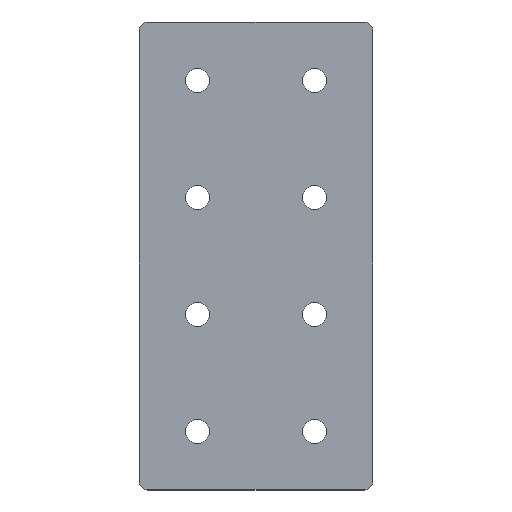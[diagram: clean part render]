
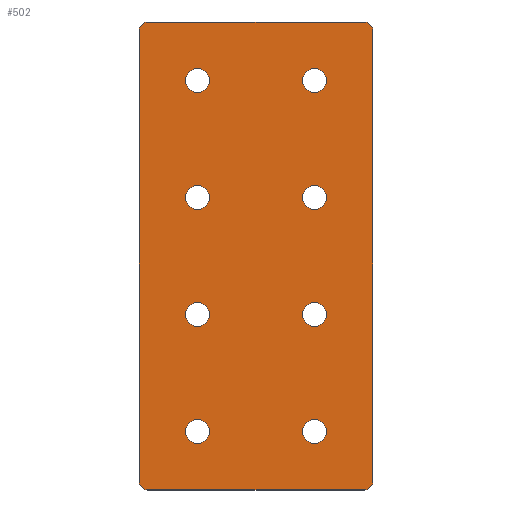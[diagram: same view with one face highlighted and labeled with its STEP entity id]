
A CAD part, top view. The second image highlights one B-rep face of the part: STEP entity #502.
In plain terms, the highlighted planar face has unit normal (0, 0, 1).
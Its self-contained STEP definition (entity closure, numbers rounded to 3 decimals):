
#34=CARTESIAN_POINT('',(-20.,55.9,3.));
#35=VERTEX_POINT('',#34);
#50=CARTESIAN_POINT('',(-20.,64.1,3.));
#51=VERTEX_POINT('',#50);
#52=CARTESIAN_POINT('',(-20.,60.,3.));
#53=DIRECTION('',(0.,0.,-1.));
#54=DIRECTION('',(0.,1.,0.));
#55=AXIS2_PLACEMENT_3D('',#52,#53,#54);
#56=CIRCLE('',#55,4.1);
#57=EDGE_CURVE('',#51,#35,#56,.T.);
#59=CARTESIAN_POINT('',(-20.,60.,3.));
#60=DIRECTION('',(0.,0.,-1.));
#61=DIRECTION('',(0.,1.,0.));
#62=AXIS2_PLACEMENT_3D('',#59,#60,#61);
#63=CIRCLE('',#62,4.1);
#64=EDGE_CURVE('',#35,#51,#63,.T.);
#76=CARTESIAN_POINT('',(-20.,15.9,3.));
#77=VERTEX_POINT('',#76);
#92=CARTESIAN_POINT('',(-20.,24.1,3.));
#93=VERTEX_POINT('',#92);
#94=CARTESIAN_POINT('',(-20.,20.,3.));
#95=DIRECTION('',(0.,0.,-1.));
#96=DIRECTION('',(0.,1.,0.));
#97=AXIS2_PLACEMENT_3D('',#94,#95,#96);
#98=CIRCLE('',#97,4.1);
#99=EDGE_CURVE('',#93,#77,#98,.T.);
#101=CARTESIAN_POINT('',(-20.,20.,3.));
#102=DIRECTION('',(0.,0.,-1.));
#103=DIRECTION('',(0.,1.,0.));
#104=AXIS2_PLACEMENT_3D('',#101,#102,#103);
#105=CIRCLE('',#104,4.1);
#106=EDGE_CURVE('',#77,#93,#105,.T.);
#118=CARTESIAN_POINT('',(20.,55.9,3.));
#119=VERTEX_POINT('',#118);
#134=CARTESIAN_POINT('',(20.,64.1,3.));
#135=VERTEX_POINT('',#134);
#136=CARTESIAN_POINT('',(20.,60.,3.));
#137=DIRECTION('',(0.,0.,-1.));
#138=DIRECTION('',(0.,1.,0.));
#139=AXIS2_PLACEMENT_3D('',#136,#137,#138);
#140=CIRCLE('',#139,4.1);
#141=EDGE_CURVE('',#135,#119,#140,.T.);
#143=CARTESIAN_POINT('',(20.,60.,3.));
#144=DIRECTION('',(0.,0.,-1.));
#145=DIRECTION('',(0.,1.,0.));
#146=AXIS2_PLACEMENT_3D('',#143,#144,#145);
#147=CIRCLE('',#146,4.1);
#148=EDGE_CURVE('',#119,#135,#147,.T.);
#160=CARTESIAN_POINT('',(20.,15.9,3.));
#161=VERTEX_POINT('',#160);
#176=CARTESIAN_POINT('',(20.,24.1,3.));
#177=VERTEX_POINT('',#176);
#178=CARTESIAN_POINT('',(20.,20.,3.));
#179=DIRECTION('',(0.,0.,-1.));
#180=DIRECTION('',(0.,1.,0.));
#181=AXIS2_PLACEMENT_3D('',#178,#179,#180);
#182=CIRCLE('',#181,4.1);
#183=EDGE_CURVE('',#177,#161,#182,.T.);
#185=CARTESIAN_POINT('',(20.,20.,3.));
#186=DIRECTION('',(0.,0.,-1.));
#187=DIRECTION('',(0.,1.,0.));
#188=AXIS2_PLACEMENT_3D('',#185,#186,#187);
#189=CIRCLE('',#188,4.1);
#190=EDGE_CURVE('',#161,#177,#189,.T.);
#202=CARTESIAN_POINT('',(-20.,-24.1,3.));
#203=VERTEX_POINT('',#202);
#218=CARTESIAN_POINT('',(-20.,-15.9,3.));
#219=VERTEX_POINT('',#218);
#220=CARTESIAN_POINT('',(-20.,-20.,3.));
#221=DIRECTION('',(0.,0.,-1.));
#222=DIRECTION('',(0.,1.,0.));
#223=AXIS2_PLACEMENT_3D('',#220,#221,#222);
#224=CIRCLE('',#223,4.1);
#225=EDGE_CURVE('',#219,#203,#224,.T.);
#227=CARTESIAN_POINT('',(-20.,-20.,3.));
#228=DIRECTION('',(0.,0.,-1.));
#229=DIRECTION('',(0.,1.,0.));
#230=AXIS2_PLACEMENT_3D('',#227,#228,#229);
#231=CIRCLE('',#230,4.1);
#232=EDGE_CURVE('',#203,#219,#231,.T.);
#244=CARTESIAN_POINT('',(20.,-24.1,3.));
#245=VERTEX_POINT('',#244);
#260=CARTESIAN_POINT('',(20.,-15.9,3.));
#261=VERTEX_POINT('',#260);
#262=CARTESIAN_POINT('',(20.,-20.,3.));
#263=DIRECTION('',(0.,0.,-1.));
#264=DIRECTION('',(0.,1.,0.));
#265=AXIS2_PLACEMENT_3D('',#262,#263,#264);
#266=CIRCLE('',#265,4.1);
#267=EDGE_CURVE('',#261,#245,#266,.T.);
#269=CARTESIAN_POINT('',(20.,-20.,3.));
#270=DIRECTION('',(0.,0.,-1.));
#271=DIRECTION('',(0.,1.,0.));
#272=AXIS2_PLACEMENT_3D('',#269,#270,#271);
#273=CIRCLE('',#272,4.1);
#274=EDGE_CURVE('',#245,#261,#273,.T.);
#286=CARTESIAN_POINT('',(-20.,-64.1,3.));
#287=VERTEX_POINT('',#286);
#302=CARTESIAN_POINT('',(-20.,-55.9,3.));
#303=VERTEX_POINT('',#302);
#304=CARTESIAN_POINT('',(-20.,-60.,3.));
#305=DIRECTION('',(0.,0.,-1.));
#306=DIRECTION('',(0.,1.,0.));
#307=AXIS2_PLACEMENT_3D('',#304,#305,#306);
#308=CIRCLE('',#307,4.1);
#309=EDGE_CURVE('',#303,#287,#308,.T.);
#311=CARTESIAN_POINT('',(-20.,-60.,3.));
#312=DIRECTION('',(0.,0.,-1.));
#313=DIRECTION('',(0.,1.,0.));
#314=AXIS2_PLACEMENT_3D('',#311,#312,#313);
#315=CIRCLE('',#314,4.1);
#316=EDGE_CURVE('',#287,#303,#315,.T.);
#328=CARTESIAN_POINT('',(20.,-64.1,3.));
#329=VERTEX_POINT('',#328);
#344=CARTESIAN_POINT('',(20.,-55.9,3.));
#345=VERTEX_POINT('',#344);
#346=CARTESIAN_POINT('',(20.,-60.,3.));
#347=DIRECTION('',(0.,0.,-1.));
#348=DIRECTION('',(0.,1.,0.));
#349=AXIS2_PLACEMENT_3D('',#346,#347,#348);
#350=CIRCLE('',#349,4.1);
#351=EDGE_CURVE('',#345,#329,#350,.T.);
#353=CARTESIAN_POINT('',(20.,-60.,3.));
#354=DIRECTION('',(0.,0.,-1.));
#355=DIRECTION('',(0.,1.,0.));
#356=AXIS2_PLACEMENT_3D('',#353,#354,#355);
#357=CIRCLE('',#356,4.1);
#358=EDGE_CURVE('',#329,#345,#357,.T.);
#368=CARTESIAN_POINT('',(40.,-77.,3.));
#369=VERTEX_POINT('',#368);
#370=CARTESIAN_POINT('',(37.,-80.,3.));
#371=VERTEX_POINT('',#370);
#372=CARTESIAN_POINT('',(37.,-77.,3.));
#373=DIRECTION('',(0.,0.,-1.));
#374=DIRECTION('',(0.707,-0.707,0.));
#375=AXIS2_PLACEMENT_3D('',#372,#373,#374);
#376=CIRCLE('',#375,3.);
#377=EDGE_CURVE('',#369,#371,#376,.T.);
#405=CARTESIAN_POINT('',(-0.,0.,3.));
#406=DIRECTION('',(0.,0.,1.));
#407=DIRECTION('',(1.,0.,0.));
#408=AXIS2_PLACEMENT_3D('',#405,#406,#407);
#409=PLANE('',#408);
#410=ORIENTED_EDGE('',*,*,#57,.T.);
#411=ORIENTED_EDGE('',*,*,#64,.T.);
#412=EDGE_LOOP('',(#410,#411));
#413=FACE_BOUND('',#412,.T.);
#414=ORIENTED_EDGE('',*,*,#99,.T.);
#415=ORIENTED_EDGE('',*,*,#106,.T.);
#416=EDGE_LOOP('',(#414,#415));
#417=FACE_BOUND('',#416,.T.);
#418=ORIENTED_EDGE('',*,*,#141,.T.);
#419=ORIENTED_EDGE('',*,*,#148,.T.);
#420=EDGE_LOOP('',(#418,#419));
#421=FACE_BOUND('',#420,.T.);
#422=ORIENTED_EDGE('',*,*,#183,.T.);
#423=ORIENTED_EDGE('',*,*,#190,.T.);
#424=EDGE_LOOP('',(#422,#423));
#425=FACE_BOUND('',#424,.T.);
#426=ORIENTED_EDGE('',*,*,#225,.T.);
#427=ORIENTED_EDGE('',*,*,#232,.T.);
#428=EDGE_LOOP('',(#426,#427));
#429=FACE_BOUND('',#428,.T.);
#430=ORIENTED_EDGE('',*,*,#267,.T.);
#431=ORIENTED_EDGE('',*,*,#274,.T.);
#432=EDGE_LOOP('',(#430,#431));
#433=FACE_BOUND('',#432,.T.);
#434=ORIENTED_EDGE('',*,*,#309,.T.);
#435=ORIENTED_EDGE('',*,*,#316,.T.);
#436=EDGE_LOOP('',(#434,#435));
#437=FACE_BOUND('',#436,.T.);
#438=ORIENTED_EDGE('',*,*,#351,.T.);
#439=ORIENTED_EDGE('',*,*,#358,.T.);
#440=EDGE_LOOP('',(#438,#439));
#441=FACE_BOUND('',#440,.T.);
#442=ORIENTED_EDGE('',*,*,#377,.F.);
#443=CARTESIAN_POINT('',(40.,77.,3.));
#444=VERTEX_POINT('',#443);
#445=CARTESIAN_POINT('',(40.,1490.,3.));
#446=DIRECTION('',(0.,-1.,0.));
#447=VECTOR('',#446,1540.);
#448=LINE('',#445,#447);
#449=EDGE_CURVE('',#444,#369,#448,.T.);
#450=ORIENTED_EDGE('',*,*,#449,.F.);
#451=CARTESIAN_POINT('',(37.,80.,3.));
#452=VERTEX_POINT('',#451);
#453=CARTESIAN_POINT('',(37.,77.,3.));
#454=DIRECTION('',(0.,0.,-1.));
#455=DIRECTION('',(0.707,0.707,0.));
#456=AXIS2_PLACEMENT_3D('',#453,#454,#455);
#457=CIRCLE('',#456,3.);
#458=EDGE_CURVE('',#452,#444,#457,.T.);
#459=ORIENTED_EDGE('',*,*,#458,.F.);
#460=CARTESIAN_POINT('',(-37.,80.,3.));
#461=VERTEX_POINT('',#460);
#462=CARTESIAN_POINT('',(-730.,80.,3.));
#463=DIRECTION('',(1.,0.,-0.));
#464=VECTOR('',#463,740.);
#465=LINE('',#462,#464);
#466=EDGE_CURVE('',#461,#452,#465,.T.);
#467=ORIENTED_EDGE('',*,*,#466,.F.);
#468=CARTESIAN_POINT('',(-40.,77.,3.));
#469=VERTEX_POINT('',#468);
#470=CARTESIAN_POINT('',(-37.,77.,3.));
#471=DIRECTION('',(0.,0.,-1.));
#472=DIRECTION('',(-0.707,0.707,0.));
#473=AXIS2_PLACEMENT_3D('',#470,#471,#472);
#474=CIRCLE('',#473,3.);
#475=EDGE_CURVE('',#469,#461,#474,.T.);
#476=ORIENTED_EDGE('',*,*,#475,.F.);
#477=CARTESIAN_POINT('',(-40.,-77.,3.));
#478=VERTEX_POINT('',#477);
#479=CARTESIAN_POINT('',(-40.,-1490.,3.));
#480=DIRECTION('',(0.,1.,0.));
#481=VECTOR('',#480,1540.);
#482=LINE('',#479,#481);
#483=EDGE_CURVE('',#478,#469,#482,.T.);
#484=ORIENTED_EDGE('',*,*,#483,.F.);
#485=CARTESIAN_POINT('',(-37.,-80.,3.));
#486=VERTEX_POINT('',#485);
#487=CARTESIAN_POINT('',(-37.,-77.,3.));
#488=DIRECTION('',(-0.,0.,-1.));
#489=DIRECTION('',(-0.707,-0.707,0.));
#490=AXIS2_PLACEMENT_3D('',#487,#488,#489);
#491=CIRCLE('',#490,3.);
#492=EDGE_CURVE('',#486,#478,#491,.T.);
#493=ORIENTED_EDGE('',*,*,#492,.F.);
#494=CARTESIAN_POINT('',(730.,-80.,3.));
#495=DIRECTION('',(-1.,0.,0.));
#496=VECTOR('',#495,740.);
#497=LINE('',#494,#496);
#498=EDGE_CURVE('',#371,#486,#497,.T.);
#499=ORIENTED_EDGE('',*,*,#498,.F.);
#500=EDGE_LOOP('',(#442,#450,#459,#467,#476,#484,#493,#499));
#501=FACE_BOUND('',#500,.T.);
#502=ADVANCED_FACE('',(#413,#417,#421,#425,#429,#433,#437,#441,#501),#409,.T.);
